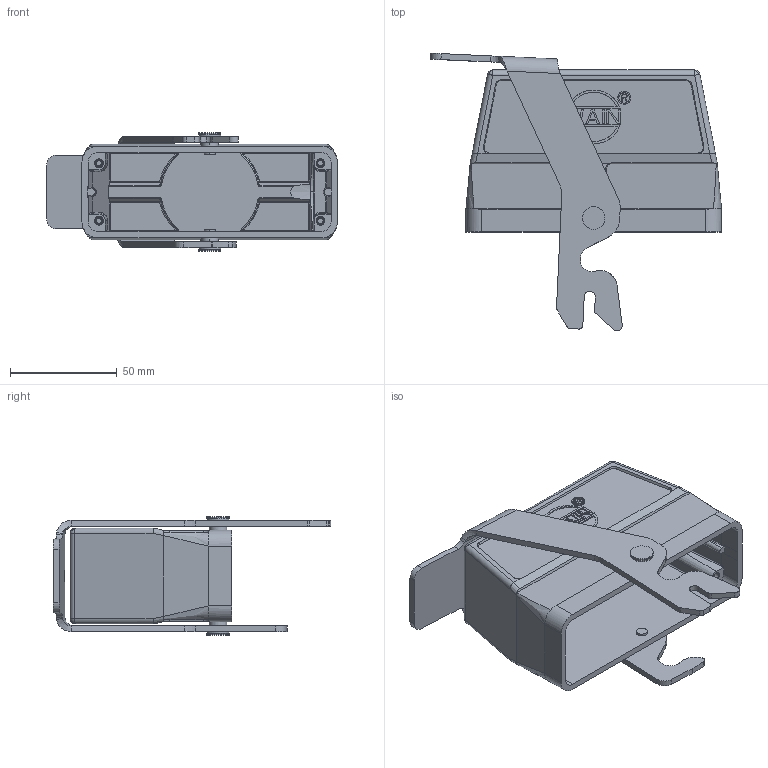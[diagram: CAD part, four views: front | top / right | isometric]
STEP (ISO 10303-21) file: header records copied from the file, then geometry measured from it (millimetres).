
FILE_DESCRIPTION((''),'2;1');
FILE_NAME('3D_1110245255112_H24B-SEH-1L_B-','2019-09-02T',('sh.ye'),(''),'PRO/ENGINEER BY PARAMETRIC TECHNOLOGY CORPORATION, 2015240','PRO/ENGINEER BY PARAMETRIC TECHNOLOGY CORPORATION, 2015240','');
FILE_SCHEMA(('AUTOMOTIVE_DESIGN { 1 0 10303 214 1 1 1 1 }'));
Length unit declared in the file: millimetre
Products named in the file (1): 3D_1110245255112_H24B-SEH-1L_B-
Bounding box: 136.63 x 130.39 x 55.6 mm (x, y, z)
Volume: 107424.5 mm3; surface area: 70473 mm2
Topology: 1 solids, 1 shells, 577 faces, 1516 edges, 948 vertices
Faces by surface type: plane 298, cylinder 144, cone 46, bspline 39, sphere 32, torus 10, extrusion 8
Entity records: 20481 total; most frequent: CARTESIAN_POINT 6454, ORIENTED_EDGE 2968, DIRECTION 2756, EDGE_CURVE 1484, VERTEX_POINT 948, VECTOR 924, AXIS2_PLACEMENT_3D 916, LINE 916
